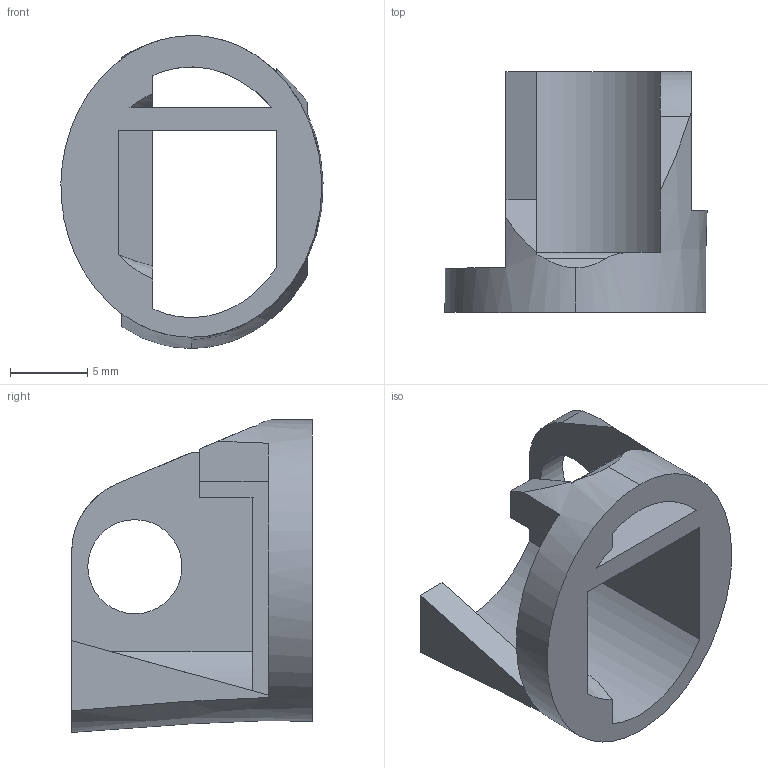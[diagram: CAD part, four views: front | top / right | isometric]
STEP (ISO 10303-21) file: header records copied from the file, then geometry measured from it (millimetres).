
FILE_DESCRIPTION (( 'STEP AP203' ), '1' );
FILE_NAME ('PP - P MainD3 L.STEP', '2017-08-02T03:01:44', ( '' ), ( '' ), 'SwSTEP 2.0', 'SolidWorks 2016', '' );
FILE_SCHEMA (( 'CONFIG_CONTROL_DESIGN' ));
Length unit declared in the file: millimetre
Products named in the file (1): PP - P MainD3 L
Bounding box: 16.98 x 15.6 x 20.27 mm (x, y, z)
Volume: 1003.4 mm3; surface area: 1395.9 mm2
Topology: 1 solids, 1 shells, 36 faces, 108 edges, 72 vertices
Faces by surface type: plane 23, bspline 7, cylinder 6
Entity records: 1820 total; most frequent: CARTESIAN_POINT 836, ORIENTED_EDGE 216, DIRECTION 148, EDGE_CURVE 108, VERTEX_POINT 72, VECTOR 60, LINE 60, AXIS2_PLACEMENT_3D 44
